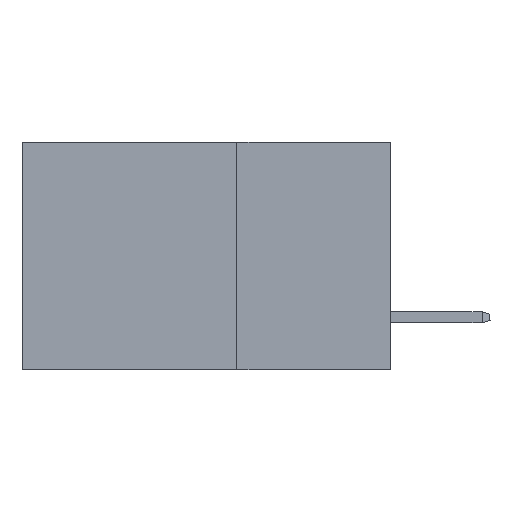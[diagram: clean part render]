
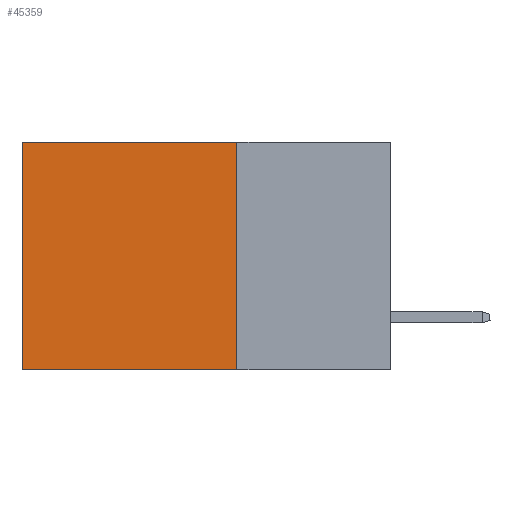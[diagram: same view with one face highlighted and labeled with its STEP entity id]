
A CAD part, left-side view. The second image highlights one B-rep face of the part: STEP entity #45359.
In plain terms, the highlighted planar face has unit normal (-1, 0, 0).
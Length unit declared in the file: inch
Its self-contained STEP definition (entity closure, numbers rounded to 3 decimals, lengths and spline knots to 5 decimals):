
#1579 = LINE ( 'NONE', #28608, #48270 ) ;
#3928 = VERTEX_POINT ( 'NONE', #19151 ) ;
#5230 = EDGE_CURVE ( 'NONE', #14211, #40300, #1579, .T. ) ;
#5309 = DIRECTION ( 'NONE',  ( 0., 1., 0. ) ) ;
#7190 = DIRECTION ( 'NONE',  ( 0., 0., -1. ) ) ;
#7870 = VERTEX_POINT ( 'NONE', #13974 ) ;
#10419 = PLANE ( 'NONE',  #29397 ) ;
#12839 = VECTOR ( 'NONE', #36367, 39.37008 ) ;
#13187 = DIRECTION ( 'NONE',  ( 0., 0., -1. ) ) ;
#13974 = CARTESIAN_POINT ( 'NONE',  ( 0.2875, 0.25, -0.37 ) ) ;
#14211 = VERTEX_POINT ( 'NONE', #27952 ) ;
#14508 = EDGE_CURVE ( 'NONE', #3928, #14211, #41141, .T. ) ;
#19151 = CARTESIAN_POINT ( 'NONE',  ( 0.2875, 0.25, 0. ) ) ;
#19197 = EDGE_CURVE ( 'NONE', #3928, #7870, #41849, .T. ) ;
#22466 = DIRECTION ( 'NONE',  ( 1., 0., 0. ) ) ;
#24024 = CARTESIAN_POINT ( 'NONE',  ( 0.2875, 0.6, -0.37 ) ) ;
#24095 = EDGE_LOOP ( 'NONE', ( #34872, #47055, #32300, #36024 ) ) ;
#24245 = VECTOR ( 'NONE', #33773, 39.37008 ) ;
#27952 = CARTESIAN_POINT ( 'NONE',  ( 0.2875, 0.6, 0. ) ) ;
#27958 = EDGE_CURVE ( 'NONE', #7870, #40300, #32579, .T. ) ;
#28608 = CARTESIAN_POINT ( 'NONE',  ( 0.2875, 0.6, 0. ) ) ;
#29397 = AXIS2_PLACEMENT_3D ( 'NONE', #49495, #22466, #7190 ) ;
#29933 = CARTESIAN_POINT ( 'NONE',  ( 0.2875, 0.25, 0. ) ) ;
#32300 = ORIENTED_EDGE ( 'NONE', *, *, #19197, .F. ) ;
#32579 = LINE ( 'NONE', #39662, #42286 ) ;
#33773 = DIRECTION ( 'NONE',  ( 0., 1., 0. ) ) ;
#34872 = ORIENTED_EDGE ( 'NONE', *, *, #5230, .T. ) ;
#36024 = ORIENTED_EDGE ( 'NONE', *, *, #14508, .T. ) ;
#36367 = DIRECTION ( 'NONE',  ( 0., 0., -1. ) ) ;
#39662 = CARTESIAN_POINT ( 'NONE',  ( 0.2875, 0.25, -0.37 ) ) ;
#39734 = CARTESIAN_POINT ( 'NONE',  ( 0.2875, 0.25, 0. ) ) ;
#40300 = VERTEX_POINT ( 'NONE', #24024 ) ;
#41141 = LINE ( 'NONE', #29933, #24245 ) ;
#41849 = LINE ( 'NONE', #39734, #12839 ) ;
#42286 = VECTOR ( 'NONE', #5309, 39.37008 ) ;
#45359 = ADVANCED_FACE ( 'NONE', ( #49187 ), #10419, .F. ) ;
#47055 = ORIENTED_EDGE ( 'NONE', *, *, #27958, .F. ) ;
#48270 = VECTOR ( 'NONE', #13187, 39.37008 ) ;
#49187 = FACE_OUTER_BOUND ( 'NONE', #24095, .T. ) ;
#49495 = CARTESIAN_POINT ( 'NONE',  ( 0.2875, 0.25, 0. ) ) ;
